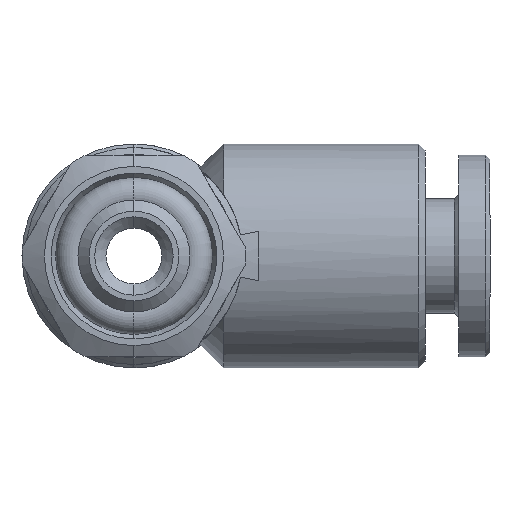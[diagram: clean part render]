
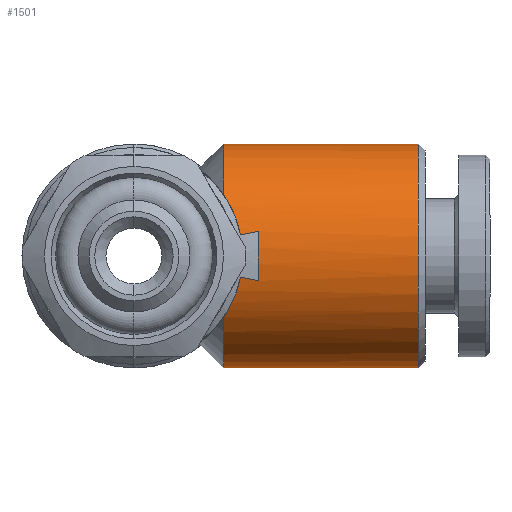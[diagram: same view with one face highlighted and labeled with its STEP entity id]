
A CAD part, front view. The second image highlights one B-rep face of the part: STEP entity #1501.
In plain terms, the highlighted cylindrical face has radius 5 mm (diameter 10 mm), a partial arc.
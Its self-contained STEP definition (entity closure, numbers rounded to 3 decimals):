
#122 = LINE ( 'NONE', #3719, #1060 ) ;
#123 = LINE ( 'NONE', #3732, #1064 ) ;
#214 = CARTESIAN_POINT ( 'NONE',  ( 4.757, -4.91, 0.946 ) ) ;
#215 = CARTESIAN_POINT ( 'NONE',  ( 4.723, -4.877, 1.114 ) ) ;
#216 = CARTESIAN_POINT ( 'NONE',  ( 4.681, -4.836, 1.281 ) ) ;
#217 = CARTESIAN_POINT ( 'NONE',  ( 4.58, -4.739, 1.604 ) ) ;
#218 = CARTESIAN_POINT ( 'NONE',  ( 4.523, -4.683, 1.759 ) ) ;
#219 = CARTESIAN_POINT ( 'NONE',  ( 4.394, -4.559, 2.059 ) ) ;
#221 = CARTESIAN_POINT ( 'NONE',  ( 4.324, -4.491, 2.203 ) ) ;
#222 = CARTESIAN_POINT ( 'NONE',  ( 4.17, -4.344, 2.482 ) ) ;
#223 = CARTESIAN_POINT ( 'NONE',  ( 4.087, -4.264, 2.616 ) ) ;
#224 = CARTESIAN_POINT ( 'NONE',  ( 4., -4.181, 2.743 ) ) ;
#724 = CIRCLE ( 'NONE', #731, 5. ) ;
#728 = CIRCLE ( 'NONE', #729, 5. ) ;
#729 = AXIS2_PLACEMENT_3D ( 'NONE', #2890, #2891, #2892 ) ;
#731 = AXIS2_PLACEMENT_3D ( 'NONE', #2893, #2894, #2895 ) ;
#841 = CARTESIAN_POINT ( 'NONE',  ( 5.565, -4.876, -1.107 ) ) ;
#842 = CARTESIAN_POINT ( 'NONE',  ( 5.559, -4.917, -0.925 ) ) ;
#843 = CARTESIAN_POINT ( 'NONE',  ( 5.556, -4.948, -0.742 ) ) ;
#844 = CARTESIAN_POINT ( 'NONE',  ( 5.551, -4.99, -0.372 ) ) ;
#845 = CARTESIAN_POINT ( 'NONE',  ( 5.55, -5., -0.184 ) ) ;
#846 = CARTESIAN_POINT ( 'NONE',  ( 5.55, -5., 0.377 ) ) ;
#847 = CARTESIAN_POINT ( 'NONE',  ( 5.553, -4.958, 0.745 ) ) ;
#848 = CARTESIAN_POINT ( 'NONE',  ( 5.565, -4.876, 1.107 ) ) ;
#951 = EDGE_LOOP ( 'NONE', ( #1642, #1641, #1644, #1635, #1633, #1620, #1616, #1662, #1663, #1623 ) ) ;
#1060 = VECTOR ( 'NONE', #3718, 1000. ) ;
#1064 = VECTOR ( 'NONE', #3731, 1000. ) ;
#1067 = AXIS2_PLACEMENT_3D ( 'NONE', #3746, #3745, #3743 ) ;
#1074 = CIRCLE ( 'NONE', #1067, 5. ) ;
#1176 = EDGE_CURVE ( 'NONE', #3818, #3817, #1711, .T. ) ;
#1206 = EDGE_CURVE ( 'NONE', #3835, #3834, #1705, .T. ) ;
#1240 = EDGE_CURVE ( 'NONE', #3795, #3796, #1074, .T. ) ;
#1243 = EDGE_CURVE ( 'NONE', #3791, #3795, #123, .T. ) ;
#1247 = EDGE_CURVE ( 'NONE', #3792, #3800, #122, .T. ) ;
#1272 = EDGE_CURVE ( 'NONE', #3900, #3796, #1715, .T. ) ;
#1501 = ADVANCED_FACE ( 'NONE', ( #3966 ), #3965, .T. ) ;
#1596 = EDGE_CURVE ( 'NONE', #3817, #3900, #2543, .T. ) ;
#1597 = EDGE_CURVE ( 'NONE', #3818, #3834, #2540, .T. ) ;
#1598 = EDGE_CURVE ( 'NONE', #3835, #3800, #728, .T. ) ;
#1599 = EDGE_CURVE ( 'NONE', #3791, #3792, #724, .T. ) ;
#1616 = ORIENTED_EDGE ( 'NONE', *, *, #1176, .T. ) ;
#1620 = ORIENTED_EDGE ( 'NONE', *, *, #1597, .F. ) ;
#1623 = ORIENTED_EDGE ( 'NONE', *, *, #1240, .F. ) ;
#1633 = ORIENTED_EDGE ( 'NONE', *, *, #1206, .T. ) ;
#1635 = ORIENTED_EDGE ( 'NONE', *, *, #1598, .F. ) ;
#1641 = ORIENTED_EDGE ( 'NONE', *, *, #1599, .T. ) ;
#1642 = ORIENTED_EDGE ( 'NONE', *, *, #1243, .F. ) ;
#1644 = ORIENTED_EDGE ( 'NONE', *, *, #1247, .T. ) ;
#1662 = ORIENTED_EDGE ( 'NONE', *, *, #1596, .T. ) ;
#1663 = ORIENTED_EDGE ( 'NONE', *, *, #1272, .T. ) ;
#1705 = B_SPLINE_CURVE_WITH_KNOTS ( 'NONE', 3,
 ( #224, #223, #222, #221, #219, #218, #217, #216, #215, #214 ),
 .UNSPECIFIED., .F., .F.,
 ( 4, 2, 2, 2, 4 ),
 ( 0.023, 0.023, 0.024, 0.025, 0.025 ),
 .UNSPECIFIED. ) ;
#1711 = B_SPLINE_CURVE_WITH_KNOTS ( 'NONE', 3,
 ( #848, #847, #846, #845, #844, #843, #842, #841 ),
 .UNSPECIFIED., .F., .F.,
 ( 4, 2, 2, 4 ),
 ( 0., 0.002, 0.002, 0.003 ),
 .UNSPECIFIED. ) ;
#1715 = B_SPLINE_CURVE_WITH_KNOTS ( 'NONE', 3,
 ( #3604, #3603, #3602, #3601, #3600, #3599, #3598, #3597 ),
 .UNSPECIFIED., .F., .F.,
 ( 4, 2, 2, 4 ),
 ( 0.027, 0.028, 0.028, 0.029 ),
 .UNSPECIFIED. ) ;
#2471 = CARTESIAN_POINT ( 'NONE',  ( -3.45, 0., 0. ) ) ;
#2472 = DIRECTION ( 'NONE',  ( -1., 0., 0. ) ) ;
#2473 = DIRECTION ( 'NONE',  ( 0., 0., 1. ) ) ;
#2540 =( BOUNDED_CURVE ( )  B_SPLINE_CURVE ( 3, ( #2886, #2887, #2888, #2889 ),
 .UNSPECIFIED., .F., .T. ) 
 B_SPLINE_CURVE_WITH_KNOTS ( ( 4, 4 ),
 ( 4.489, 4.522 ),
 .UNSPECIFIED. ) 
 CURVE ( )  GEOMETRIC_REPRESENTATION_ITEM ( )  RATIONAL_B_SPLINE_CURVE ( ( 1., 1., 1., 1. ) ) 
 REPRESENTATION_ITEM ( '' )  );
#2543 =( BOUNDED_CURVE ( )  B_SPLINE_CURVE ( 3, ( #2882, #2883, #2884, #2885 ),
 .UNSPECIFIED., .F., .T. ) 
 B_SPLINE_CURVE_WITH_KNOTS ( ( 4, 4 ),
 ( 4.489, 4.522 ),
 .UNSPECIFIED. ) 
 CURVE ( )  GEOMETRIC_REPRESENTATION_ITEM ( )  RATIONAL_B_SPLINE_CURVE ( ( 1., 1., 1., 1. ) ) 
 REPRESENTATION_ITEM ( '' )  );
#2882 = CARTESIAN_POINT ( 'NONE',  ( 5.565, -4.876, -1.107 ) ) ;
#2883 = CARTESIAN_POINT ( 'NONE',  ( 5.297, -4.888, -1.054 ) ) ;
#2884 = CARTESIAN_POINT ( 'NONE',  ( 5.027, -4.899, -1. ) ) ;
#2885 = CARTESIAN_POINT ( 'NONE',  ( 4.757, -4.91, -0.946 ) ) ;
#2886 = CARTESIAN_POINT ( 'NONE',  ( 5.565, -4.876, 1.107 ) ) ;
#2887 = CARTESIAN_POINT ( 'NONE',  ( 5.297, -4.888, 1.054 ) ) ;
#2888 = CARTESIAN_POINT ( 'NONE',  ( 5.027, -4.899, 1. ) ) ;
#2889 = CARTESIAN_POINT ( 'NONE',  ( 4.757, -4.91, 0.946 ) ) ;
#2890 = CARTESIAN_POINT ( 'NONE',  ( 4., 0., 0. ) ) ;
#2891 = DIRECTION ( 'NONE',  ( -1., 0., 0. ) ) ;
#2892 = DIRECTION ( 'NONE',  ( 0., 0., 1. ) ) ;
#2893 = CARTESIAN_POINT ( 'NONE',  ( 12.7, 0., 0. ) ) ;
#2894 = DIRECTION ( 'NONE',  ( -1., 0., 0. ) ) ;
#2895 = DIRECTION ( 'NONE',  ( 0., 0., 1. ) ) ;
#2951 = CARTESIAN_POINT ( 'NONE',  ( 12.7, 0., -5. ) ) ;
#2952 = CARTESIAN_POINT ( 'NONE',  ( 12.7, 0., 5. ) ) ;
#2955 = CARTESIAN_POINT ( 'NONE',  ( 4., 0., -5. ) ) ;
#2956 = CARTESIAN_POINT ( 'NONE',  ( 4., -4.181, -2.743 ) ) ;
#2960 = CARTESIAN_POINT ( 'NONE',  ( 4., 0., 5. ) ) ;
#2977 = CARTESIAN_POINT ( 'NONE',  ( 5.565, -4.876, -1.107 ) ) ;
#2978 = CARTESIAN_POINT ( 'NONE',  ( 5.565, -4.876, 1.107 ) ) ;
#2994 = CARTESIAN_POINT ( 'NONE',  ( 4.757, -4.91, 0.946 ) ) ;
#2995 = CARTESIAN_POINT ( 'NONE',  ( 4., -4.181, 2.743 ) ) ;
#3060 = CARTESIAN_POINT ( 'NONE',  ( 4.757, -4.91, -0.946 ) ) ;
#3518 = AXIS2_PLACEMENT_3D ( 'NONE', #2471, #2472, #2473 ) ;
#3597 = CARTESIAN_POINT ( 'NONE',  ( 4., -4.181, -2.743 ) ) ;
#3598 = CARTESIAN_POINT ( 'NONE',  ( 4.173, -4.346, -2.49 ) ) ;
#3599 = CARTESIAN_POINT ( 'NONE',  ( 4.33, -4.497, -2.209 ) ) ;
#3600 = CARTESIAN_POINT ( 'NONE',  ( 4.523, -4.683, -1.759 ) ) ;
#3601 = CARTESIAN_POINT ( 'NONE',  ( 4.58, -4.739, -1.604 ) ) ;
#3602 = CARTESIAN_POINT ( 'NONE',  ( 4.681, -4.836, -1.282 ) ) ;
#3603 = CARTESIAN_POINT ( 'NONE',  ( 4.723, -4.877, -1.115 ) ) ;
#3604 = CARTESIAN_POINT ( 'NONE',  ( 4.757, -4.91, -0.946 ) ) ;
#3718 = DIRECTION ( 'NONE',  ( -1., 0., 0. ) ) ;
#3719 = CARTESIAN_POINT ( 'NONE',  ( -3.45, 0., 5. ) ) ;
#3731 = DIRECTION ( 'NONE',  ( -1., 0., 0. ) ) ;
#3732 = CARTESIAN_POINT ( 'NONE',  ( -3.45, 0., -5. ) ) ;
#3743 = DIRECTION ( 'NONE',  ( 0., 0., 1. ) ) ;
#3745 = DIRECTION ( 'NONE',  ( -1., 0., 0. ) ) ;
#3746 = CARTESIAN_POINT ( 'NONE',  ( 4., 0., 0. ) ) ;
#3791 = VERTEX_POINT ( 'NONE', #2951 ) ;
#3792 = VERTEX_POINT ( 'NONE', #2952 ) ;
#3795 = VERTEX_POINT ( 'NONE', #2955 ) ;
#3796 = VERTEX_POINT ( 'NONE', #2956 ) ;
#3800 = VERTEX_POINT ( 'NONE', #2960 ) ;
#3817 = VERTEX_POINT ( 'NONE', #2977 ) ;
#3818 = VERTEX_POINT ( 'NONE', #2978 ) ;
#3834 = VERTEX_POINT ( 'NONE', #2994 ) ;
#3835 = VERTEX_POINT ( 'NONE', #2995 ) ;
#3900 = VERTEX_POINT ( 'NONE', #3060 ) ;
#3965 = CYLINDRICAL_SURFACE ( 'NONE', #3518, 5. ) ;
#3966 = FACE_OUTER_BOUND ( 'NONE', #951, .T. ) ;
